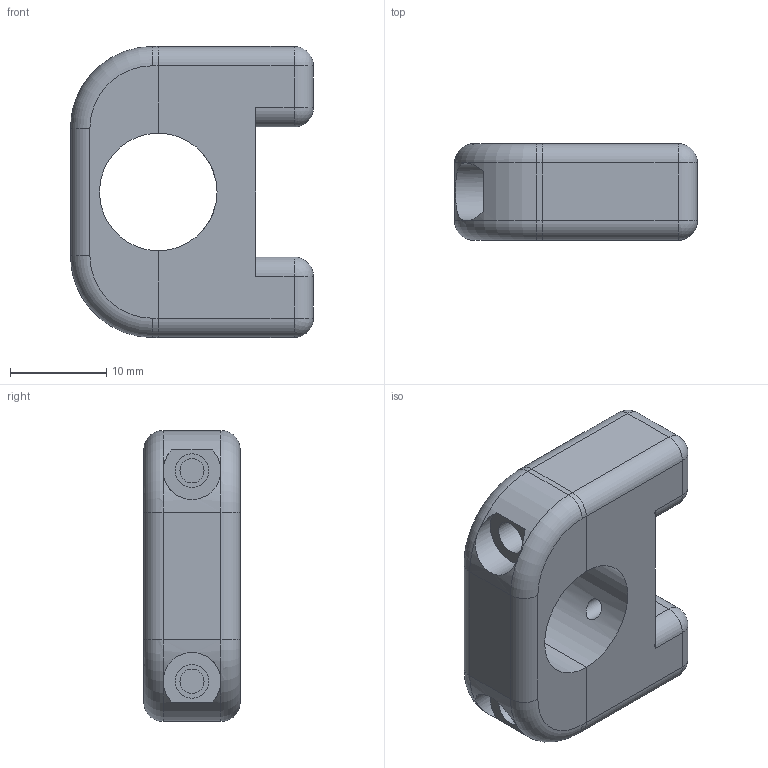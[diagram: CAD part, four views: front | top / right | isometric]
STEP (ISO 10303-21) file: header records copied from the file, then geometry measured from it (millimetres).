
FILE_DESCRIPTION(/* description */ (''),/* implementation_level */ '2;1');
FILE_NAME(/* name */ 'Z Endstop Mount.stp',/* time_stamp */ '2019-04-07T17:12:30+01:00',/* author */ ('Ax'),/* organization */ (''),/* preprocessor_version */ 'ST-DEVELOPER v17.2',/* originating_system */ 'Autodesk Inventor 2019',/* authorisation */ '');
FILE_SCHEMA (('AUTOMOTIVE_DESIGN { 1 0 10303 214 3 1 1 }'));
Length unit declared in the file: millimetre
Products named in the file (1): Z Endstop Mount
Bounding box: 25.2 x 10 x 30.2 mm (x, y, z)
Volume: 4788.9 mm3; surface area: 3092.1 mm2
Topology: 2 solids, 2 shells, 70 faces, 164 edges, 100 vertices
Faces by surface type: cylinder 36, plane 22, sphere 8, torus 4
Full cylindrical faces by diameter (mm): 1.9 x2, 2.5 x2, 3.5 x2
Entity records: 2161 total; most frequent: CARTESIAN_POINT 458, DIRECTION 374, ORIENTED_EDGE 328, EDGE_CURVE 164, AXIS2_PLACEMENT_3D 149, VERTEX_POINT 100, EDGE_LOOP 80, CIRCLE 78
